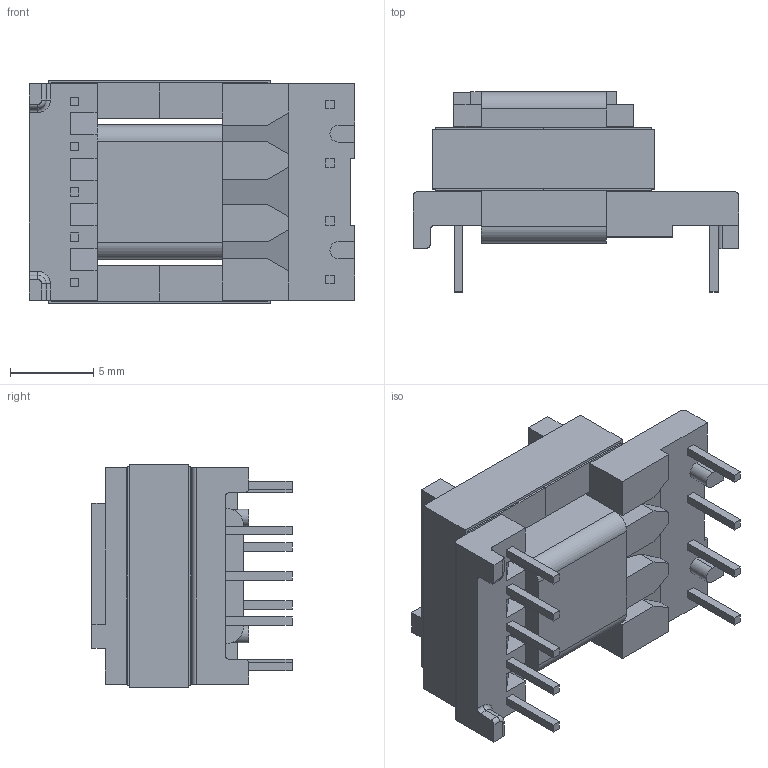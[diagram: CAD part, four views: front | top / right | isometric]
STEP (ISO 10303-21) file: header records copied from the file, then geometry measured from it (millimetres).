
FILE_DESCRIPTION (( 'STEP AP214' ), '1' );
FILE_NAME ('EE13-7-4_5662.STEP', '2019-01-31T16:13:41', ( '' ), ( '' ), 'SwSTEP 2.0', 'SolidWorks 2017', '' );
FILE_SCHEMA (( 'AUTOMOTIVE_DESIGN' ));
Length unit declared in the file: millimetre
Products named in the file (5): 440-9985-2300; 150-2300_6A; 070-5662_coil; 070-5662_6B; EE13-7-4_5662
Assembly tree (5 placements, depth 2):
  EE13-7-4_5662
    070-5662_6B
    070-5662_coil
    150-2300_6A  x2
    440-9985-2300
Bounding box: 19.5 x 12 x 13.42 mm (x, y, z)
Volume: 1362.4 mm3; surface area: 2704.9 mm2
Topology: 5 solids, 5 shells, 212 faces, 563 edges, 368 vertices
Faces by surface type: plane 189, cylinder 19, torus 4
Entity records: 7014 total; most frequent: CARTESIAN_POINT 1077, ORIENTED_EDGE 1054, DIRECTION 981, EDGE_CURVE 527, VECTOR 485, LINE 485, VERTEX_POINT 344, AXIS2_PLACEMENT_3D 248
